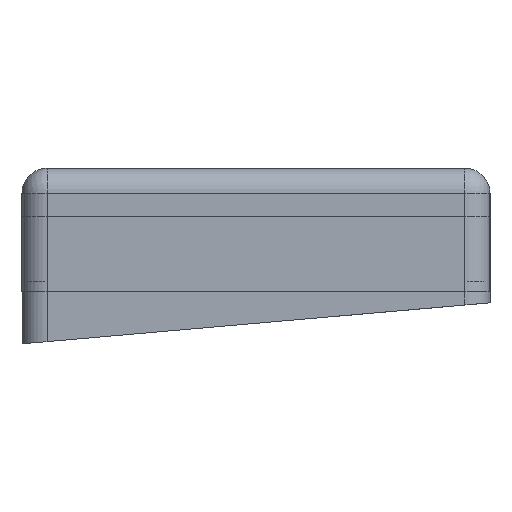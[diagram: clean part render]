
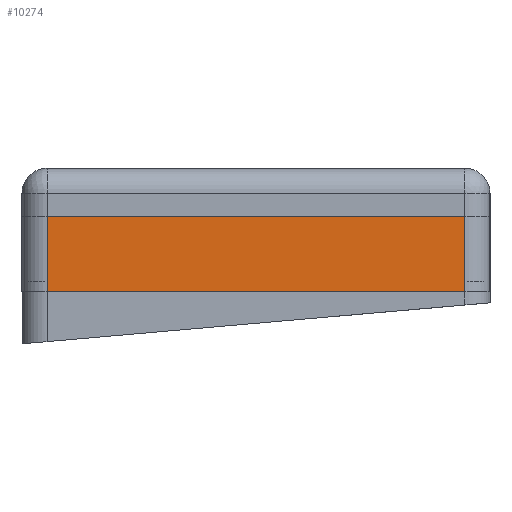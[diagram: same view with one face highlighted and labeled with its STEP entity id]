
A CAD part, left-side view. The second image highlights one B-rep face of the part: STEP entity #10274.
In plain terms, the highlighted planar face has unit normal (-1, 0, 0).
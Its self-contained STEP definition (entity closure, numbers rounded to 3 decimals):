
#436=FACE_OUTER_BOUND('',#1025,.T.);
#1025=EDGE_LOOP('',(#7071,#7072,#7073,#7074));
#1752=LINE('',#14465,#3092);
#1815=LINE('',#14597,#3155);
#1817=LINE('',#14601,#3157);
#1818=LINE('',#14602,#3158);
#3092=VECTOR('',#11702,10.);
#3155=VECTOR('',#11809,10.);
#3157=VECTOR('',#11813,10.);
#3158=VECTOR('',#11814,10.);
#4421=VERTEX_POINT('',#14461);
#4423=VERTEX_POINT('',#14464);
#4470=VERTEX_POINT('',#14595);
#4471=VERTEX_POINT('',#14600);
#5409=EDGE_CURVE('',#4421,#4423,#1752,.T.);
#5476=EDGE_CURVE('',#4470,#4421,#1815,.T.);
#5478=EDGE_CURVE('',#4471,#4470,#1817,.T.);
#5479=EDGE_CURVE('',#4423,#4471,#1818,.T.);
#7071=ORIENTED_EDGE('',*,*,#5476,.F.);
#7072=ORIENTED_EDGE('',*,*,#5478,.F.);
#7073=ORIENTED_EDGE('',*,*,#5479,.F.);
#7074=ORIENTED_EDGE('',*,*,#5409,.F.);
#9772=PLANE('',#10893);
#10274=ADVANCED_FACE('',(#436),#9772,.T.);
#10893=AXIS2_PLACEMENT_3D('',#14599,#11811,#11812);
#11702=DIRECTION('',(0.,-1.,0.));
#11809=DIRECTION('',(0.,0.,1.));
#11811=DIRECTION('center_axis',(-1.,0.,0.));
#11812=DIRECTION('ref_axis',(0.,1.,0.));
#11813=DIRECTION('',(0.,1.,0.));
#11814=DIRECTION('',(0.,0.,-1.));
#14461=CARTESIAN_POINT('',(1.85,88.,0.));
#14464=CARTESIAN_POINT('',(1.85,4.85,0.));
#14465=CARTESIAN_POINT('',(1.85,93.,0.));
#14595=CARTESIAN_POINT('',(1.85,88.,-15.));
#14597=CARTESIAN_POINT('',(1.85,88.,0.));
#14599=CARTESIAN_POINT('Origin',(1.85,-0.15,0.));
#14600=CARTESIAN_POINT('',(1.85,4.85,-15.));
#14601=CARTESIAN_POINT('',(1.85,93.,-15.));
#14602=CARTESIAN_POINT('',(1.85,4.85,0.));
